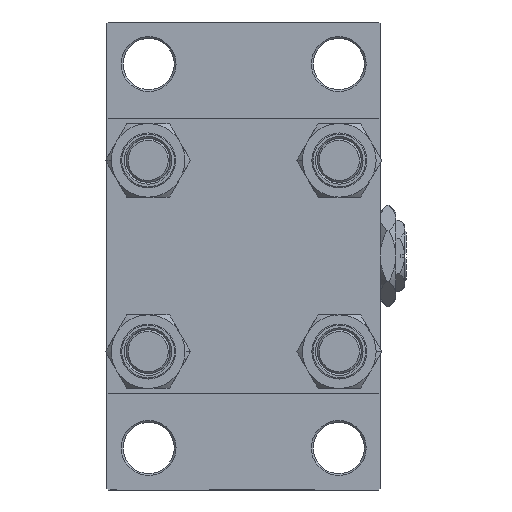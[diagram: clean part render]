
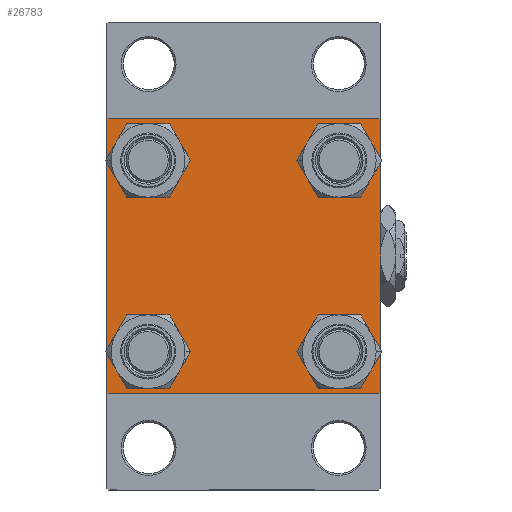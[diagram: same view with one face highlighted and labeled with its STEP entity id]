
A CAD part, left-side view. The second image highlights one B-rep face of the part: STEP entity #26783.
In plain terms, the highlighted planar face has unit normal (-1, 0, 0).
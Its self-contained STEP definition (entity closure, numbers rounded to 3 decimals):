
#162 = EDGE_CURVE ( 'NONE', #33348, #8617, #37013, .T. ) ;
#1580 = VERTEX_POINT ( 'NONE', #35917 ) ;
#1717 = CIRCLE ( 'NONE', #4901, 6.5 ) ;
#1748 = VERTEX_POINT ( 'NONE', #33143 ) ;
#1851 = DIRECTION ( 'NONE',  ( 0., 0.707, 0.707 ) ) ;
#1903 = LINE ( 'NONE', #12967, #15154 ) ;
#2453 = AXIS2_PLACEMENT_3D ( 'NONE', #45731, #15050, #11275 ) ;
#2511 = VECTOR ( 'NONE', #4063, 1000. ) ;
#2869 = CARTESIAN_POINT ( 'NONE',  ( 0., 26.15, -19.65 ) ) ;
#3491 = DIRECTION ( 'NONE',  ( 0., -0.707, 0.707 ) ) ;
#3982 = DIRECTION ( 'NONE',  ( 0., -1., 0. ) ) ;
#4063 = DIRECTION ( 'NONE',  ( 0., -1., 0. ) ) ;
#4385 = LINE ( 'NONE', #36303, #16445 ) ;
#4626 = VERTEX_POINT ( 'NONE', #10055 ) ;
#4818 = EDGE_CURVE ( 'NONE', #25364, #16939, #1717, .T. ) ;
#4832 = EDGE_CURVE ( 'NONE', #40404, #23502, #37834, .T. ) ;
#4901 = AXIS2_PLACEMENT_3D ( 'NONE', #20586, #13272, #17542 ) ;
#4955 = DIRECTION ( 'NONE',  ( 1., 0., 0. ) ) ;
#5235 = DIRECTION ( 'NONE',  ( 0., 0.707, -0.707 ) ) ;
#6742 = CIRCLE ( 'NONE', #34865, 6.5 ) ;
#6764 = FACE_OUTER_BOUND ( 'NONE', #42129, .T. ) ;
#7258 = LINE ( 'NONE', #22618, #26006 ) ;
#7365 = EDGE_CURVE ( 'NONE', #12988, #32444, #15887, .T. ) ;
#7674 = ORIENTED_EDGE ( 'NONE', *, *, #45999, .T. ) ;
#7677 = ORIENTED_EDGE ( 'NONE', *, *, #10502, .T. ) ;
#8320 = VECTOR ( 'NONE', #3982, 1000. ) ;
#8617 = VERTEX_POINT ( 'NONE', #19224 ) ;
#8760 = LINE ( 'NONE', #39206, #16736 ) ;
#10055 = CARTESIAN_POINT ( 'NONE',  ( 0., -26.15, -32.65 ) ) ;
#10152 = CARTESIAN_POINT ( 'NONE',  ( 0., 26.15, -32.65 ) ) ;
#10406 = VECTOR ( 'NONE', #49064, 1000. ) ;
#10502 = EDGE_CURVE ( 'NONE', #4626, #31217, #18662, .T. ) ;
#10540 = FACE_BOUND ( 'NONE', #29782, .T. ) ;
#10675 = EDGE_CURVE ( 'NONE', #23502, #40404, #17885, .T. ) ;
#11275 = DIRECTION ( 'NONE',  ( 0., 0., 1. ) ) ;
#11302 = VERTEX_POINT ( 'NONE', #22604 ) ;
#12892 = ORIENTED_EDGE ( 'NONE', *, *, #4818, .T. ) ;
#12967 = CARTESIAN_POINT ( 'NONE',  ( 0., 37.5, 37.5 ) ) ;
#12988 = VERTEX_POINT ( 'NONE', #42400 ) ;
#13008 = ORIENTED_EDGE ( 'NONE', *, *, #7365, .F. ) ;
#13023 = CARTESIAN_POINT ( 'NONE',  ( 0., 26.15, -26.15 ) ) ;
#13067 = ORIENTED_EDGE ( 'NONE', *, *, #45943, .T. ) ;
#13069 = EDGE_CURVE ( 'NONE', #31217, #4626, #43641, .T. ) ;
#13071 = AXIS2_PLACEMENT_3D ( 'NONE', #16474, #43123, #20998 ) ;
#13272 = DIRECTION ( 'NONE',  ( 1., 0., 0. ) ) ;
#13365 = ORIENTED_EDGE ( 'NONE', *, *, #162, .F. ) ;
#14059 = DIRECTION ( 'NONE',  ( 1., 0., 0. ) ) ;
#14510 = CARTESIAN_POINT ( 'NONE',  ( 0., -26.15, -19.65 ) ) ;
#15050 = DIRECTION ( 'NONE',  ( -1., 0., 0. ) ) ;
#15154 = VECTOR ( 'NONE', #24796, 1000. ) ;
#15887 = LINE ( 'NONE', #22698, #2511 ) ;
#16280 = CARTESIAN_POINT ( 'NONE',  ( 0., 26.15, 26.15 ) ) ;
#16445 = VECTOR ( 'NONE', #1851, 1000. ) ;
#16474 = CARTESIAN_POINT ( 'NONE',  ( 0., 26.15, 26.15 ) ) ;
#16736 = VECTOR ( 'NONE', #34952, 1000. ) ;
#16810 = AXIS2_PLACEMENT_3D ( 'NONE', #39264, #35494, #20161 ) ;
#16939 = VERTEX_POINT ( 'NONE', #39217 ) ;
#17050 = CARTESIAN_POINT ( 'NONE',  ( 0., 37.25, 37.25 ) ) ;
#17542 = DIRECTION ( 'NONE',  ( 0., 0., 1. ) ) ;
#17885 = CIRCLE ( 'NONE', #38763, 6.5 ) ;
#18141 = CARTESIAN_POINT ( 'NONE',  ( 0., 26.15, 19.65 ) ) ;
#18434 = CARTESIAN_POINT ( 'NONE',  ( 0., -37., 37.5 ) ) ;
#18662 = CIRCLE ( 'NONE', #29114, 6.5 ) ;
#19078 = ORIENTED_EDGE ( 'NONE', *, *, #19439, .T. ) ;
#19143 = EDGE_CURVE ( 'NONE', #12988, #22715, #32892, .T. ) ;
#19224 = CARTESIAN_POINT ( 'NONE',  ( 0., -37.5, -37. ) ) ;
#19439 = EDGE_CURVE ( 'NONE', #22715, #11302, #1903, .T. ) ;
#19790 = EDGE_LOOP ( 'NONE', ( #28738, #37621 ) ) ;
#19950 = EDGE_CURVE ( 'NONE', #11302, #1580, #8760, .T. ) ;
#20161 = DIRECTION ( 'NONE',  ( 0., 0., 1. ) ) ;
#20299 = CIRCLE ( 'NONE', #13071, 6.5 ) ;
#20569 = DIRECTION ( 'NONE',  ( 1., 0., 0. ) ) ;
#20586 = CARTESIAN_POINT ( 'NONE',  ( 0., -26.15, 26.15 ) ) ;
#20757 = DIRECTION ( 'NONE',  ( 1., 0., 0. ) ) ;
#20827 = DIRECTION ( 'NONE',  ( 0., 0., 1. ) ) ;
#20998 = DIRECTION ( 'NONE',  ( 0., 0., 1. ) ) ;
#21698 = EDGE_CURVE ( 'NONE', #16939, #25364, #38493, .T. ) ;
#22351 = CARTESIAN_POINT ( 'NONE',  ( 0., -26.15, -26.15 ) ) ;
#22604 = CARTESIAN_POINT ( 'NONE',  ( 0., 37.5, -37. ) ) ;
#22618 = CARTESIAN_POINT ( 'NONE',  ( 0., -37.25, -37.25 ) ) ;
#22658 = VERTEX_POINT ( 'NONE', #18141 ) ;
#22698 = CARTESIAN_POINT ( 'NONE',  ( 0., 37.5, 37.5 ) ) ;
#22715 = VERTEX_POINT ( 'NONE', #42249 ) ;
#23502 = VERTEX_POINT ( 'NONE', #10152 ) ;
#23726 = CARTESIAN_POINT ( 'NONE',  ( 0., 26.15, 32.65 ) ) ;
#24796 = DIRECTION ( 'NONE',  ( 0., 0., -1. ) ) ;
#25364 = VERTEX_POINT ( 'NONE', #45835 ) ;
#25891 = FACE_BOUND ( 'NONE', #19790, .T. ) ;
#26006 = VECTOR ( 'NONE', #3491, 1000. ) ;
#26716 = ORIENTED_EDGE ( 'NONE', *, *, #19143, .T. ) ;
#26783 = ADVANCED_FACE ( 'NONE', ( #45492, #44994, #10540, #25891, #6764 ), #30396, .T. ) ;
#26912 = ORIENTED_EDGE ( 'NONE', *, *, #21698, .T. ) ;
#28056 = ORIENTED_EDGE ( 'NONE', *, *, #10675, .T. ) ;
#28738 = ORIENTED_EDGE ( 'NONE', *, *, #44404, .T. ) ;
#29114 = AXIS2_PLACEMENT_3D ( 'NONE', #22351, #14059, #33668 ) ;
#29782 = EDGE_LOOP ( 'NONE', ( #38067, #28056 ) ) ;
#30396 = PLANE ( 'NONE',  #2453 ) ;
#30797 = AXIS2_PLACEMENT_3D ( 'NONE', #47659, #20757, #39869 ) ;
#30912 = LINE ( 'NONE', #37955, #8320 ) ;
#31217 = VERTEX_POINT ( 'NONE', #14510 ) ;
#31547 = ORIENTED_EDGE ( 'NONE', *, *, #19950, .T. ) ;
#31632 = DIRECTION ( 'NONE',  ( 0., 0., 1. ) ) ;
#32123 = CARTESIAN_POINT ( 'NONE',  ( 0., 26.15, -26.15 ) ) ;
#32444 = VERTEX_POINT ( 'NONE', #18434 ) ;
#32892 = LINE ( 'NONE', #17050, #41615 ) ;
#33143 = CARTESIAN_POINT ( 'NONE',  ( 0., -37., -37.5 ) ) ;
#33348 = VERTEX_POINT ( 'NONE', #43308 ) ;
#33668 = DIRECTION ( 'NONE',  ( 0., 0., 1. ) ) ;
#33987 = CARTESIAN_POINT ( 'NONE',  ( 0., -37.5, 37.5 ) ) ;
#34297 = EDGE_LOOP ( 'NONE', ( #12892, #26912 ) ) ;
#34865 = AXIS2_PLACEMENT_3D ( 'NONE', #16280, #20569, #31632 ) ;
#34952 = DIRECTION ( 'NONE',  ( 0., -0.707, -0.707 ) ) ;
#35427 = AXIS2_PLACEMENT_3D ( 'NONE', #13023, #47966, #20827 ) ;
#35494 = DIRECTION ( 'NONE',  ( 1., 0., 0. ) ) ;
#35917 = CARTESIAN_POINT ( 'NONE',  ( 0., 37., -37.5 ) ) ;
#36303 = CARTESIAN_POINT ( 'NONE',  ( 0., -37.25, 37.25 ) ) ;
#36402 = EDGE_CURVE ( 'NONE', #33348, #32444, #4385, .T. ) ;
#37013 = LINE ( 'NONE', #33987, #10406 ) ;
#37621 = ORIENTED_EDGE ( 'NONE', *, *, #39007, .T. ) ;
#37834 = CIRCLE ( 'NONE', #35427, 6.5 ) ;
#37955 = CARTESIAN_POINT ( 'NONE',  ( 0., 37.5, -37.5 ) ) ;
#38067 = ORIENTED_EDGE ( 'NONE', *, *, #4832, .T. ) ;
#38493 = CIRCLE ( 'NONE', #16810, 6.5 ) ;
#38763 = AXIS2_PLACEMENT_3D ( 'NONE', #32123, #4955, #47707 ) ;
#39007 = EDGE_CURVE ( 'NONE', #22658, #43028, #6742, .T. ) ;
#39206 = CARTESIAN_POINT ( 'NONE',  ( 0., 37.25, -37.25 ) ) ;
#39217 = CARTESIAN_POINT ( 'NONE',  ( 0., -26.15, 19.65 ) ) ;
#39264 = CARTESIAN_POINT ( 'NONE',  ( 0., -26.15, 26.15 ) ) ;
#39869 = DIRECTION ( 'NONE',  ( 0., 0., 1. ) ) ;
#39885 = ORIENTED_EDGE ( 'NONE', *, *, #13069, .T. ) ;
#40404 = VERTEX_POINT ( 'NONE', #2869 ) ;
#41615 = VECTOR ( 'NONE', #5235, 1000. ) ;
#42119 = ORIENTED_EDGE ( 'NONE', *, *, #36402, .T. ) ;
#42129 = EDGE_LOOP ( 'NONE', ( #19078, #31547, #13067, #7674, #13365, #42119, #13008, #26716 ) ) ;
#42249 = CARTESIAN_POINT ( 'NONE',  ( 0., 37.5, 37. ) ) ;
#42400 = CARTESIAN_POINT ( 'NONE',  ( 0., 37., 37.5 ) ) ;
#43028 = VERTEX_POINT ( 'NONE', #23726 ) ;
#43123 = DIRECTION ( 'NONE',  ( 1., 0., 0. ) ) ;
#43140 = EDGE_LOOP ( 'NONE', ( #39885, #7677 ) ) ;
#43308 = CARTESIAN_POINT ( 'NONE',  ( 0., -37.5, 37. ) ) ;
#43641 = CIRCLE ( 'NONE', #30797, 6.5 ) ;
#44404 = EDGE_CURVE ( 'NONE', #43028, #22658, #20299, .T. ) ;
#44994 = FACE_BOUND ( 'NONE', #43140, .T. ) ;
#45492 = FACE_BOUND ( 'NONE', #34297, .T. ) ;
#45731 = CARTESIAN_POINT ( 'NONE',  ( 0., 0., 0. ) ) ;
#45835 = CARTESIAN_POINT ( 'NONE',  ( 0., -26.15, 32.65 ) ) ;
#45943 = EDGE_CURVE ( 'NONE', #1580, #1748, #30912, .T. ) ;
#45999 = EDGE_CURVE ( 'NONE', #1748, #8617, #7258, .T. ) ;
#47659 = CARTESIAN_POINT ( 'NONE',  ( 0., -26.15, -26.15 ) ) ;
#47707 = DIRECTION ( 'NONE',  ( 0., 0., 1. ) ) ;
#47966 = DIRECTION ( 'NONE',  ( 1., 0., 0. ) ) ;
#49064 = DIRECTION ( 'NONE',  ( 0., 0., -1. ) ) ;
